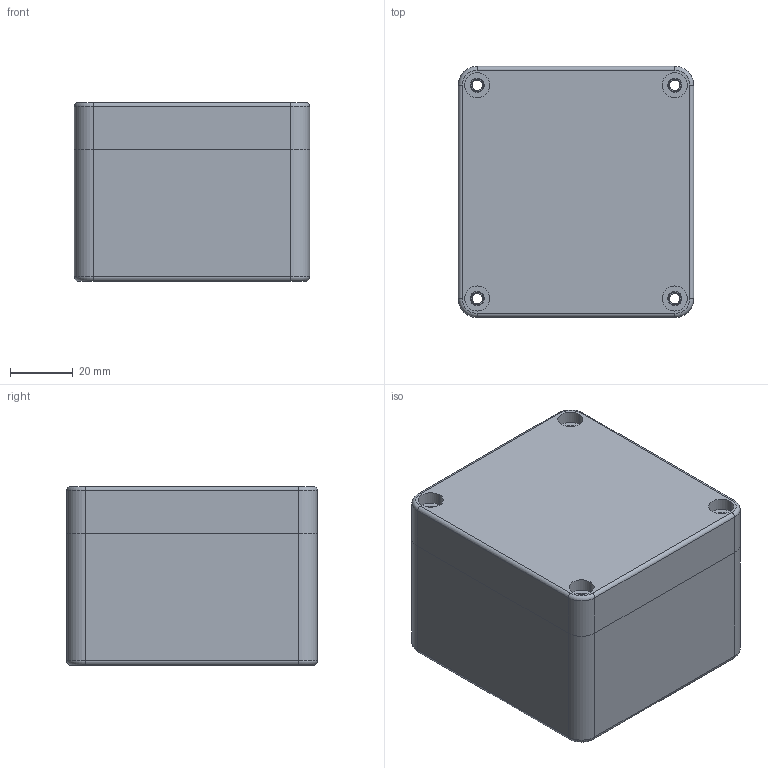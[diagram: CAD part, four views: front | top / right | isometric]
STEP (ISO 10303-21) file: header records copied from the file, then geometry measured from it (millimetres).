
FILE_DESCRIPTION((''),'2;1');
FILE_NAME('HALP080806_ASM','2009-01-21T',('pasi_koskela'),(''),'PRO/ENGINEER BY PARAMETRIC TECHNOLOGY CORPORATION, 2008250','PRO/ENGINEER BY PARAMETRIC TECHNOLOGY CORPORATION, 2008250','');
FILE_SCHEMA(('AUTOMOTIVE_DESIGN_CC2 { 1 2 10303 214 -1 1 5 2 }'));
Length unit declared in the file: millimetre
Products named in the file (3): HALP080804B; HALP080802L; HALP080806_ASM
Assembly tree (2 placements, depth 2):
  HALP080806_ASM
    HALP080804B
    HALP080802L
Bounding box: 75 x 80 x 57 mm (x, y, z)
Volume: 113340.4 mm3; surface area: 62908.9 mm2
Topology: 2 solids, 12 shells, 255 faces, 632 edges, 406 vertices
Faces by surface type: cylinder 146, plane 77, cone 24, torus 8
Entity records: 9833 total; most frequent: DIRECTION 1470, CARTESIAN_POINT 1288, ORIENTED_EDGE 1224, PRESENTATION_STYLE_ASSIGNMENT 632, STYLED_ITEM 632, CURVE_STYLE 620, EDGE_CURVE 620, AXIS2_PLACEMENT_3D 588
